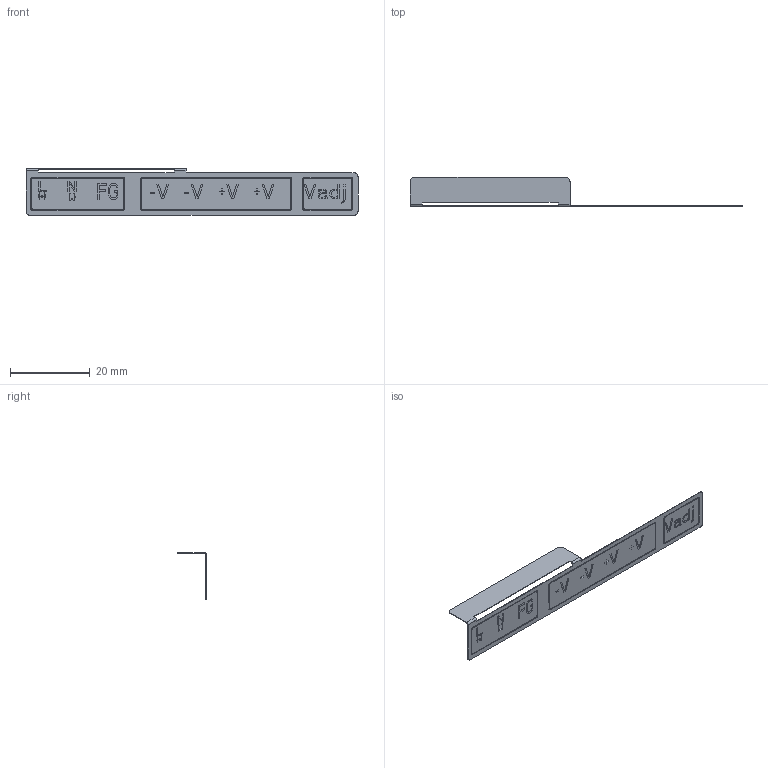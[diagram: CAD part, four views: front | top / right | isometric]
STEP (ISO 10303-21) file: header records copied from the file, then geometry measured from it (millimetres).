
FILE_DESCRIPTION(('FreeCAD Model'),'2;1');
FILE_NAME('FUNCTION_LABEL.stp','2016-01-27T22:41:20',('FreeCAD'),('FreeCAD'), 'Open CASCADE STEP processor 6.8','FreeCAD','Unknown');
FILE_SCHEMA(('AUTOMOTIVE_DESIGN_CC2 { 1 2 10303 214 -1 1 5 4 }'));
Length unit declared in the file: millimetre
Products named in the file (1): Open CASCADE STEP translator 6.8 369
Bounding box: 83.2 x 7.25 x 11.7 mm (x, y, z)
Volume: 168.8 mm3; surface area: 2370.8 mm2
Topology: 1 solids, 1 shells, 439 faces, 1208 edges, 800 vertices
Faces by surface type: plane 406, bspline 33
Entity records: 29239 total; most frequent: CARTESIAN_POINT 12267, B_SPLINE_CURVE_WITH_KNOTS 3488, ORIENTED_EDGE 2416, PCURVE 2416, DEFINITIONAL_REPRESENTATION 2416, EDGE_CURVE 1208, SURFACE_CURVE 1208, DIRECTION 814
